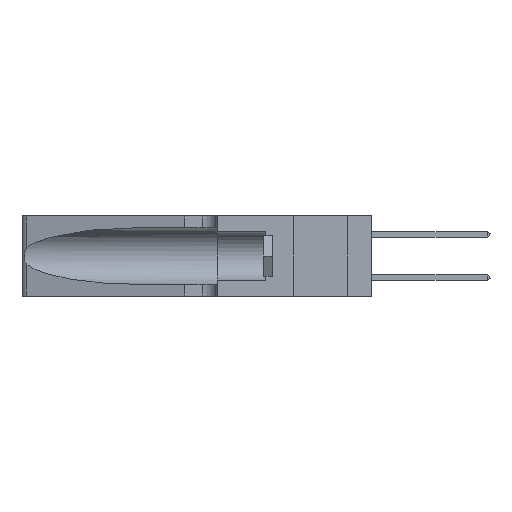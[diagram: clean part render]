
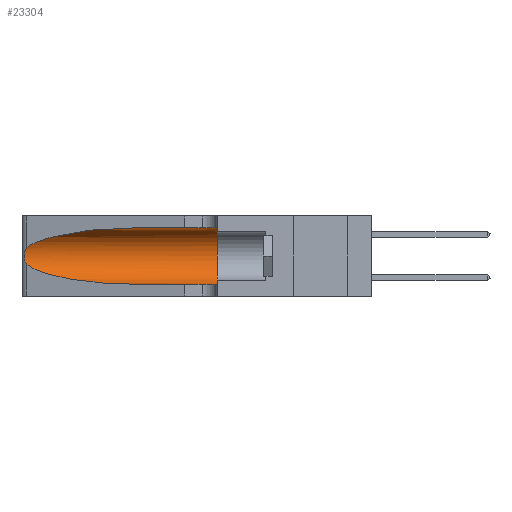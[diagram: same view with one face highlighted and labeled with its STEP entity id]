
A CAD part, left-side view. The second image highlights one B-rep face of the part: STEP entity #23304.
In plain terms, the highlighted cylindrical face has radius 3.308 mm (diameter 6.617 mm), a partial arc.
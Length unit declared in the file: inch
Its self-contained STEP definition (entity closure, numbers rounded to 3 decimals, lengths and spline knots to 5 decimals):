
#629 = VERTEX_POINT ( 'NONE', #28214 ) ;
#1155 = CARTESIAN_POINT ( 'NONE',  ( 0.25487, 1.22718, 0.22369 ) ) ;
#1163 = EDGE_CURVE ( 'NONE', #3171, #19562, #2867, .T. ) ;
#1641 = CARTESIAN_POINT ( 'NONE',  ( 0.2373, 1.15595, 0.28018 ) ) ;
#1780 = CARTESIAN_POINT ( 'NONE',  ( 0.18966, 0.96281, 0.31525 ) ) ;
#2867 =( BOUNDED_CURVE ( )  B_SPLINE_CURVE ( 3, ( #30213, #1780, #1641, #1155 ),
 .UNSPECIFIED., .F., .T. ) 
 B_SPLINE_CURVE_WITH_KNOTS ( ( 4, 4 ),
 ( 1.5708, 2.84003 ),
 .UNSPECIFIED. ) 
 CURVE ( )  GEOMETRIC_REPRESENTATION_ITEM ( )  RATIONAL_B_SPLINE_CURVE ( ( 1., 0.87, 0.87, 1. ) ) 
 REPRESENTATION_ITEM ( '' )  );
#3171 = VERTEX_POINT ( 'NONE', #26552 ) ;
#3320 = CARTESIAN_POINT ( 'NONE',  ( 0.25487, 1.22718, 0.22369 ) ) ;
#3860 = LINE ( 'NONE', #35209, #10611 ) ;
#4870 = DIRECTION ( 'NONE',  ( 0., 1., 0. ) ) ;
#5539 = CARTESIAN_POINT ( 'NONE',  ( 0.25787, 1.23484, 0.2124 ) ) ;
#5692 = CARTESIAN_POINT ( 'NONE',  ( 0.1305, 0.72297, 0.05475 ) ) ;
#6517 = ORIENTED_EDGE ( 'NONE', *, *, #36193, .T. ) ;
#7042 = EDGE_LOOP ( 'NONE', ( #23933, #33221, #24805, #6517, #19632, #30046 ) ) ;
#7261 = EDGE_CURVE ( 'NONE', #19562, #629, #33482, .T. ) ;
#7568 = EDGE_CURVE ( 'NONE', #3171, #13281, #3860, .T. ) ;
#7716 = CARTESIAN_POINT ( 'NONE',  ( 0.2373, 1.15595, 0.08982 ) ) ;
#8455 = CARTESIAN_POINT ( 'NONE',  ( 0.26018, 1.23835, 0.19895 ) ) ;
#9894 = DIRECTION ( 'NONE',  ( 0., -1., 0. ) ) ;
#10275 = CARTESIAN_POINT ( 'NONE',  ( 0.1305, 0.35, 0.05475 ) ) ;
#10596 = DIRECTION ( 'NONE',  ( 0., -1., 0. ) ) ;
#10611 = VECTOR ( 'NONE', #12192, 39.37008 ) ;
#10786 = VECTOR ( 'NONE', #10596, 39.37008 ) ;
#11069 = CARTESIAN_POINT ( 'NONE',  ( 0.25487, 1.22718, 0.22369 ) ) ;
#11334 = CARTESIAN_POINT ( 'NONE',  ( 0.26075, 1.23896, 0.178 ) ) ;
#12015 = EDGE_CURVE ( 'NONE', #629, #36388, #26763, .T. ) ;
#12192 = DIRECTION ( 'NONE',  ( 0., -1., 0. ) ) ;
#13107 = VERTEX_POINT ( 'NONE', #10275 ) ;
#13281 = VERTEX_POINT ( 'NONE', #34005 ) ;
#13458 = CYLINDRICAL_SURFACE ( 'NONE', #33941, 0.13025 ) ;
#14184 = CARTESIAN_POINT ( 'NONE',  ( 0.25856, 1.23593, 0.16098 ) ) ;
#17082 = CARTESIAN_POINT ( 'NONE',  ( 0.25639, 1.23186, 0.15144 ) ) ;
#18555 = AXIS2_PLACEMENT_3D ( 'NONE', #22070, #4870, #24951 ) ;
#18642 = DIRECTION ( 'NONE',  ( 0., 0., -1. ) ) ;
#19239 = CARTESIAN_POINT ( 'NONE',  ( 0.1305, 0.72297, 0.05475 ) ) ;
#19562 = VERTEX_POINT ( 'NONE', #3320 ) ;
#19632 = ORIENTED_EDGE ( 'NONE', *, *, #25858, .F. ) ;
#19985 = CARTESIAN_POINT ( 'NONE',  ( 0.25487, 1.22718, 0.14631 ) ) ;
#21967 = CARTESIAN_POINT ( 'NONE',  ( 0.25487, 1.22718, 0.14631 ) ) ;
#22070 = CARTESIAN_POINT ( 'NONE',  ( 0.1305, 0.35, 0.185 ) ) ;
#22718 = CARTESIAN_POINT ( 'NONE',  ( 0.25639, 1.23184, 0.21858 ) ) ;
#23304 = ADVANCED_FACE ( 'NONE', ( #28771 ), #13458, .F. ) ;
#23933 = ORIENTED_EDGE ( 'NONE', *, *, #1163, .T. ) ;
#24805 = ORIENTED_EDGE ( 'NONE', *, *, #12015, .T. ) ;
#24951 = DIRECTION ( 'NONE',  ( 0., 0., 1. ) ) ;
#25119 = LINE ( 'NONE', #27750, #10786 ) ;
#25611 = CARTESIAN_POINT ( 'NONE',  ( 0.25854, 1.2359, 0.20912 ) ) ;
#25858 = EDGE_CURVE ( 'NONE', #13281, #13107, #36281, .T. ) ;
#26552 = CARTESIAN_POINT ( 'NONE',  ( 0.1305, 0.72297, 0.31525 ) ) ;
#26763 =( BOUNDED_CURVE ( )  B_SPLINE_CURVE ( 3, ( #21967, #7716, #36461, #19239 ),
 .UNSPECIFIED., .F., .T. ) 
 B_SPLINE_CURVE_WITH_KNOTS ( ( 4, 4 ),
 ( 3.44316, 4.71239 ),
 .UNSPECIFIED. ) 
 CURVE ( )  GEOMETRIC_REPRESENTATION_ITEM ( )  RATIONAL_B_SPLINE_CURVE ( ( 1., 0.87, 0.87, 1. ) ) 
 REPRESENTATION_ITEM ( '' )  );
#27750 = CARTESIAN_POINT ( 'NONE',  ( 0.1305, 1.61858, 0.05475 ) ) ;
#28214 = CARTESIAN_POINT ( 'NONE',  ( 0.25487, 1.22718, 0.14631 ) ) ;
#28498 = CARTESIAN_POINT ( 'NONE',  ( 0.26075, 1.23896, 0.19203 ) ) ;
#28771 = FACE_OUTER_BOUND ( 'NONE', #7042, .T. ) ;
#30046 = ORIENTED_EDGE ( 'NONE', *, *, #7568, .F. ) ;
#30213 = CARTESIAN_POINT ( 'NONE',  ( 0.1305, 0.72297, 0.31525 ) ) ;
#31409 = CARTESIAN_POINT ( 'NONE',  ( 0.26017, 1.23833, 0.17102 ) ) ;
#33221 = ORIENTED_EDGE ( 'NONE', *, *, #7261, .T. ) ;
#33482 = B_SPLINE_CURVE_WITH_KNOTS ( 'NONE', 3,
 ( #11069, #37075, #22718, #5539, #25611, #8455, #28498, #11334, #31409, #14184, #34313, #17082, #37196, #19985 ),
 .UNSPECIFIED., .F., .F.,
 ( 4, 2, 2, 2, 2, 2, 4 ),
 ( 0., 0.00027, 0.00053, 0.00107, 0.0016, 0.00187, 0.00214 ),
 .UNSPECIFIED. ) ;
#33941 = AXIS2_PLACEMENT_3D ( 'NONE', #35876, #9894, #18642 ) ;
#34005 = CARTESIAN_POINT ( 'NONE',  ( 0.1305, 0.35, 0.31525 ) ) ;
#34313 = CARTESIAN_POINT ( 'NONE',  ( 0.25789, 1.23486, 0.15765 ) ) ;
#35209 = CARTESIAN_POINT ( 'NONE',  ( 0.1305, 1.61858, 0.31525 ) ) ;
#35876 = CARTESIAN_POINT ( 'NONE',  ( 0.1305, 1.61858, 0.185 ) ) ;
#36193 = EDGE_CURVE ( 'NONE', #36388, #13107, #25119, .T. ) ;
#36281 = CIRCLE ( 'NONE', #18555, 0.13025 ) ;
#36388 = VERTEX_POINT ( 'NONE', #5692 ) ;
#36461 = CARTESIAN_POINT ( 'NONE',  ( 0.18966, 0.96281, 0.05475 ) ) ;
#37075 = CARTESIAN_POINT ( 'NONE',  ( 0.25555, 1.22994, 0.2215 ) ) ;
#37196 = CARTESIAN_POINT ( 'NONE',  ( 0.25555, 1.22993, 0.14849 ) ) ;
